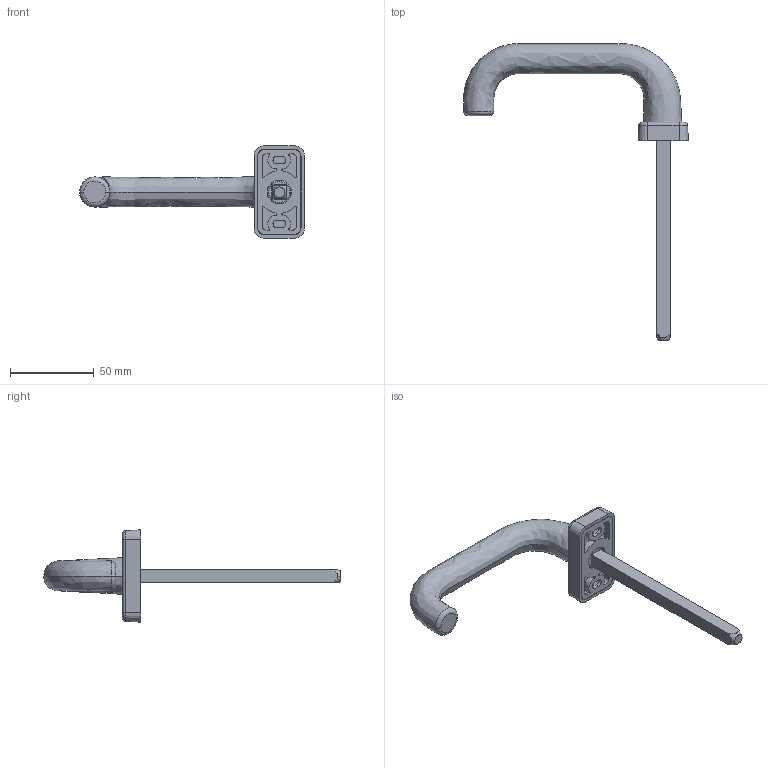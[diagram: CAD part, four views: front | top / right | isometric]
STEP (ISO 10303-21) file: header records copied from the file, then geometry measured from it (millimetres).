
FILE_DESCRIPTION (( 'STEP AP203' ), '1' );
FILE_NAME ('NF9510.STEP', '2023-01-30T10:12:31', ( '' ), ( '' ), 'SwSTEP 2.0', 'SolidWorks 2022', '' );
FILE_SCHEMA (( 'CONFIG_CONTROL_DESIGN' ));
Length unit declared in the file: millimetre
Products named in the file (5): NF9510; 9510-301; 9510-270; 9000-127; 9510-302
Assembly tree (4 placements, depth 2):
  NF9510
    9510-301
    9510-270
    9000-127
    9510-302
Bounding box: 134 x 177 x 55 mm (x, y, z)
Volume: 61812.5 mm3; surface area: 26320.8 mm2
Topology: 4 solids, 4 shells, 183 faces, 455 edges, 294 vertices
Faces by surface type: plane 73, cylinder 72, cone 24, torus 10, bspline 4
Entity records: 7470 total; most frequent: CARTESIAN_POINT 2451, DIRECTION 997, ORIENTED_EDGE 910, EDGE_CURVE 455, AXIS2_PLACEMENT_3D 382, VERTEX_POINT 294, VECTOR 233, LINE 233
